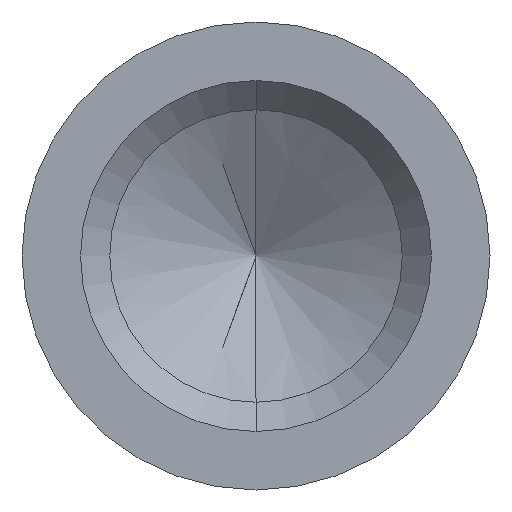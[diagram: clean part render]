
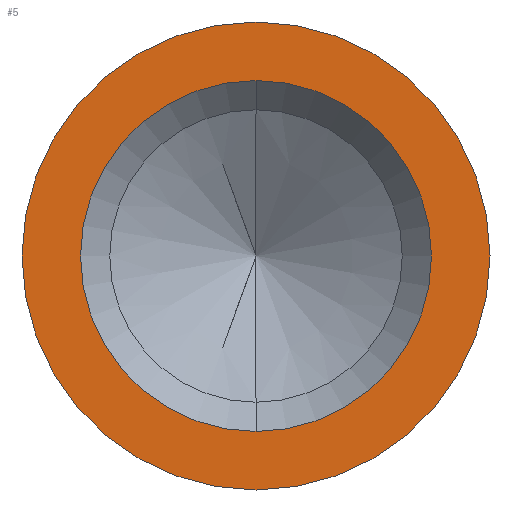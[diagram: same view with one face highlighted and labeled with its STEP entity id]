
A CAD part, front view. The second image highlights one B-rep face of the part: STEP entity #5.
In plain terms, the highlighted planar face has unit normal (0, -1, 0).
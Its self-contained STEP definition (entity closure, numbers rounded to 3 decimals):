
#5 = ADVANCED_FACE ( 'NONE', ( #360, #247 ), #212, .F. ) ;
#48 = DIRECTION ( 'NONE',  ( 0., 0., 1. ) ) ;
#50 = CARTESIAN_POINT ( 'NONE',  ( 0., 0., -3. ) ) ;
#66 = EDGE_CURVE ( 'NONE', #364, #347, #418, .T. ) ;
#69 = VERTEX_POINT ( 'NONE', #72 ) ;
#72 = CARTESIAN_POINT ( 'NONE',  ( 0., 0., 3. ) ) ;
#95 = EDGE_LOOP ( 'NONE', ( #209, #274 ) ) ;
#98 = AXIS2_PLACEMENT_3D ( 'NONE', #363, #441, #289 ) ;
#100 = EDGE_CURVE ( 'NONE', #316, #69, #407, .T. ) ;
#111 = DIRECTION ( 'NONE',  ( 0., 1., 0. ) ) ;
#133 = CARTESIAN_POINT ( 'NONE',  ( 0., 0., 0. ) ) ;
#146 = CARTESIAN_POINT ( 'NONE',  ( 0., 0., 0. ) ) ;
#159 = CARTESIAN_POINT ( 'NONE',  ( 0., 0., 4. ) ) ;
#185 = CIRCLE ( 'NONE', #305, 3. ) ;
#209 = ORIENTED_EDGE ( 'NONE', *, *, #442, .F. ) ;
#212 = PLANE ( 'NONE',  #98 ) ;
#247 = FACE_OUTER_BOUND ( 'NONE', #95, .T. ) ;
#252 = EDGE_CURVE ( 'NONE', #69, #316, #185, .T. ) ;
#257 = CARTESIAN_POINT ( 'NONE',  ( 0., 0., 0. ) ) ;
#258 = CARTESIAN_POINT ( 'NONE',  ( 0., 0., 0. ) ) ;
#274 = ORIENTED_EDGE ( 'NONE', *, *, #66, .F. ) ;
#281 = AXIS2_PLACEMENT_3D ( 'NONE', #257, #111, #48 ) ;
#289 = DIRECTION ( 'NONE',  ( 0., 0., 1. ) ) ;
#302 = EDGE_LOOP ( 'NONE', ( #396, #389 ) ) ;
#305 = AXIS2_PLACEMENT_3D ( 'NONE', #258, #454, #411 ) ;
#316 = VERTEX_POINT ( 'NONE', #50 ) ;
#334 = DIRECTION ( 'NONE',  ( 0., 1., 0. ) ) ;
#340 = CARTESIAN_POINT ( 'NONE',  ( 0., 0., -4. ) ) ;
#347 = VERTEX_POINT ( 'NONE', #159 ) ;
#353 = DIRECTION ( 'NONE',  ( 0., 0., 1. ) ) ;
#355 = AXIS2_PLACEMENT_3D ( 'NONE', #146, #334, #456 ) ;
#360 = FACE_BOUND ( 'NONE', #302, .T. ) ;
#363 = CARTESIAN_POINT ( 'NONE',  ( 4., 0., 0. ) ) ;
#364 = VERTEX_POINT ( 'NONE', #340 ) ;
#389 = ORIENTED_EDGE ( 'NONE', *, *, #252, .T. ) ;
#395 = AXIS2_PLACEMENT_3D ( 'NONE', #133, #476, #353 ) ;
#396 = ORIENTED_EDGE ( 'NONE', *, *, #100, .T. ) ;
#407 = CIRCLE ( 'NONE', #355, 3. ) ;
#411 = DIRECTION ( 'NONE',  ( 0., 0., 1. ) ) ;
#418 = CIRCLE ( 'NONE', #281, 4. ) ;
#441 = DIRECTION ( 'NONE',  ( 0., 1., 0. ) ) ;
#442 = EDGE_CURVE ( 'NONE', #347, #364, #451, .T. ) ;
#451 = CIRCLE ( 'NONE', #395, 4. ) ;
#454 = DIRECTION ( 'NONE',  ( 0., 1., 0. ) ) ;
#456 = DIRECTION ( 'NONE',  ( 0., 0., 1. ) ) ;
#476 = DIRECTION ( 'NONE',  ( 0., 1., 0. ) ) ;
